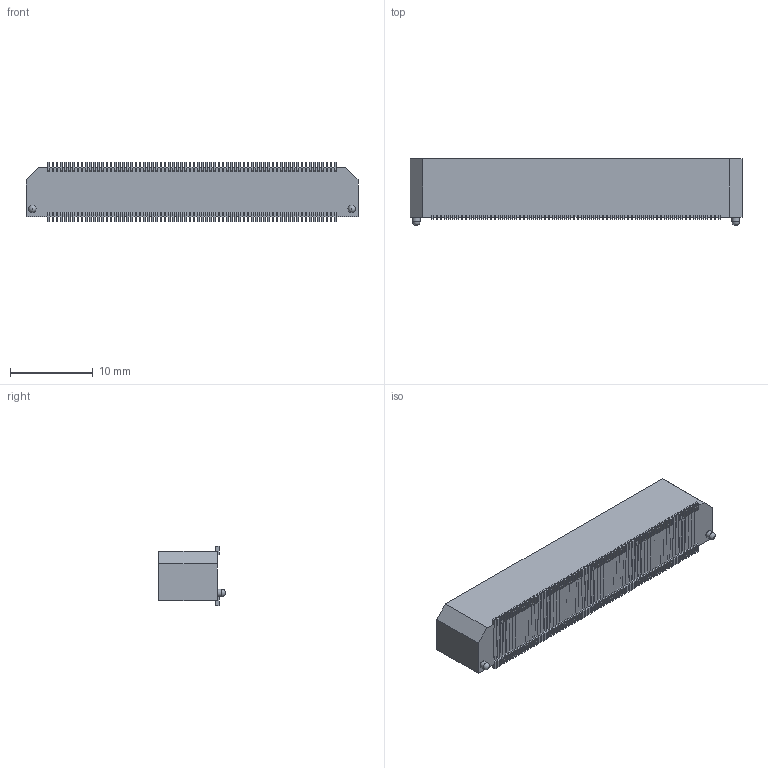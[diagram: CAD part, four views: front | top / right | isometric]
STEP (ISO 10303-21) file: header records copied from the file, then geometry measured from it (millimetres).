
FILE_DESCRIPTION(/* description */ ('STEP AP214'),/* implementation_level */ '2;1');
FILE_NAME(/* name */ 'BTH-070-02-L-D-A-TR',/* time_stamp */ '2023-05-29T21:53:20+02:00',/* author */ ('License CC BY-ND 4.0'),/* organization */ ('CADENAS'),/* preprocessor_version */ 'ST-DEVELOPER v19.3',/* originating_system */ 'PARTsolutions',/* authorisation */ ' ');
FILE_SCHEMA (('AUTOMOTIVE_DESIGN {1 0 10303 214 3 1 1}'));
Products named in the file (3): BTH-070-02-L-D-A-TR; T-1S59-02-070; BTH-070-02-D-A_terminal
Assembly tree (2 placements, depth 2):
  BTH-070-02-L-D-A-TR
    T-1S59-02-070
    BTH-070-02-D-A_terminal
Bounding box: 40.01 x 8.02 x 7.11 mm (x, y, z)
Volume: 1383.7 mm3; surface area: 3095.5 mm2
Topology: 2 solids, 2 shells, 2399 faces, 7034 edges, 4504 vertices
Faces by surface type: plane 2395, cylinder 2, torus 2
Full cylindrical faces by diameter (mm): 0.889 x2
Entity records: 77502 total; most frequent: ORIENTED_EDGE 14056, CARTESIAN_POINT 13932, DIRECTION 11838, EDGE_CURVE 7028, LINE 7022, VECTOR 7022, VERTEX_POINT 4502, AXIS2_PLACEMENT_3D 2408
